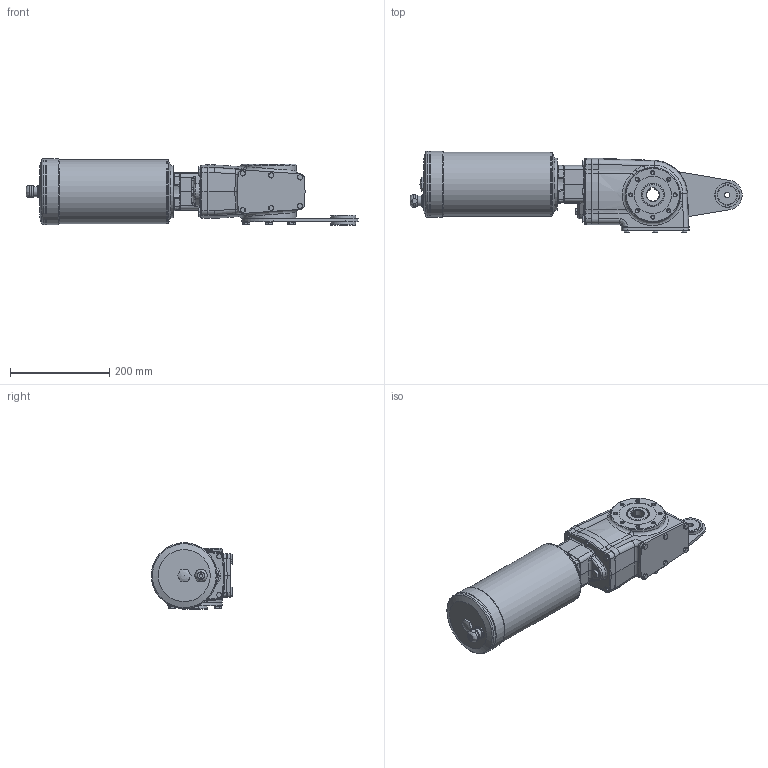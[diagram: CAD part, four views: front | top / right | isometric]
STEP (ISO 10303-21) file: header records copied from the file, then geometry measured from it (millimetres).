
FILE_DESCRIPTION( ( 'Unknown' ), '1' );
FILE_NAME( 'FE32BFBB9D803C982BF53D8AB68E23D.3d.stp', 'Unknown', ( 'Unknown' ), ( 'Unknown' ), 'PSStep 10.1', 'Unknown', ' ' );
FILE_SCHEMA( ( 'AUTOMOTIVE_DESIGN { 1 0 10303 214 1 1 1 1 }' ) );
Length unit declared in the file: millimetre
Products named in the file (1): X42N
Bounding box: 670.4 x 164.5 x 134.5 mm (x, y, z)
Volume: 6517060.1 mm3; surface area: 326989.5 mm2
Topology: 1 solids, 16 shells, 898 faces, 2088 edges, 1289 vertices
Faces by surface type: plane 330, cylinder 215, cone 201, bspline 85, torus 62, extrusion 4, sphere 1
Full cylindrical faces by diameter (mm): 4.134 x2, 4.917 x8, 6.647 x32, 7 x5, 8 x8, 8.9 x12, 9 x4, 11 x1, 11.6 x4, 13 x4, 13.4 x1, 14 x5, 16.662 x1, 17 x1, 18 x1, 20 x1, 39 x1, 40 x2, 40.1 x1, 40.2 x1, 47 x1, 47.5 x2, 50 x2, 52 x1, 75 x2, 75.5 x1, 105 x1, 128.98 x1, 129 x2, 132.98 x2
Entity records: 37816 total; most frequent: CARTESIAN_POINT 12459, DIRECTION 3634, ORIENTED_EDGE 3504, EDGE_CURVE 1752, AXIS2_PLACEMENT_3D 1516, EDGE_LOOP 1215, VERTEX_POINT 1200, FACE_OUTER_BOUND 1063
